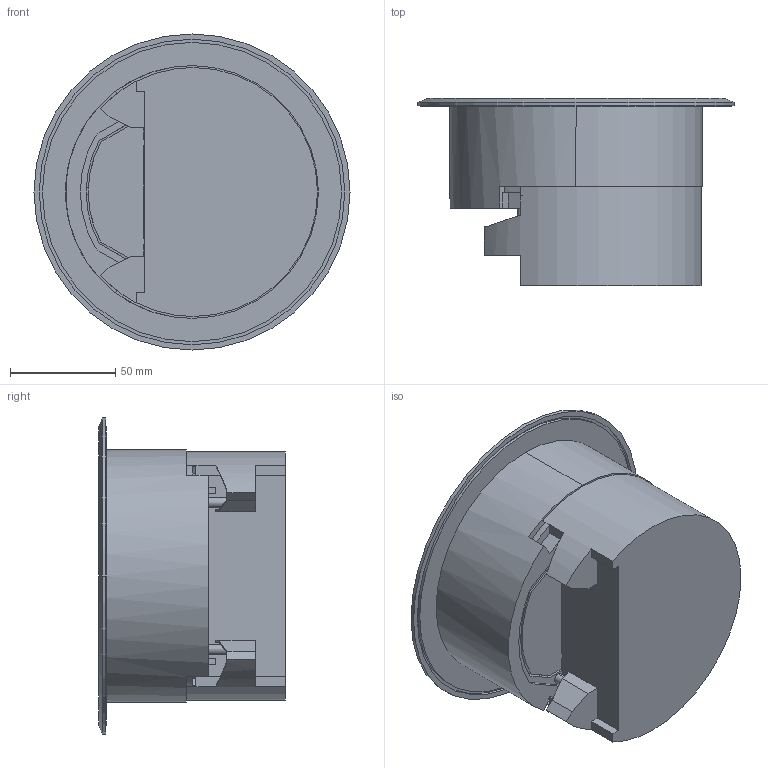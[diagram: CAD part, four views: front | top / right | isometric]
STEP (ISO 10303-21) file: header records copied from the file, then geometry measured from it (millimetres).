
FILE_DESCRIPTION((''),'2;1');
FILE_NAME('BSR02D02_ASM','2024-02-06T13:27:57',('goergem'),(''),'CREO PARAMETRIC BY PTC INC, 2022281','CREO PARAMETRIC BY PTC INC, 2022281','');
FILE_SCHEMA(('AUTOMOTIVE_DESIGN { 1 0 10303 214 1 1 1 1 }'));
Length unit declared in the file: millimetre
Products named in the file (8): BSR_BECHERUNTERTEIL_10; BSR_BECHEROBERTEIL_5; BSR_GERTEAUFNAHME0_8; BSM012KUN_2; ESR2339010_STECKDOSEZWEIFACH_2; BSR_DECKEL_TUBUS_3; BSR02D02KUN_ASM_3_ASM; BSR02D02_ASM
Assembly tree (7 placements, depth 3):
  BSR02D02_ASM
    BSR02D02KUN_ASM_3_ASM
      BSR_BECHERUNTERTEIL_10
      BSR_BECHEROBERTEIL_5
      BSR_GERTEAUFNAHME0_8
      BSM012KUN_2
      ESR2339010_STECKDOSEZWEIFACH_2
      BSR_DECKEL_TUBUS_3
Bounding box: 150 x 88.75 x 150 mm (x, y, z)
Volume: 340688 mm3; surface area: 198642.1 mm2
Topology: 6 solids, 6 shells, 320 faces, 903 edges, 616 vertices
Faces by surface type: plane 259, cylinder 59, cone 2
Entity records: 16996 total; most frequent: DIRECTION 2576, CARTESIAN_POINT 2440, ORIENTED_EDGE 1750, EDGE_CURVE 875, AXIS2_PLACEMENT_3D 831, VECTOR 755, LINE 755, VERTEX_POINT 588
